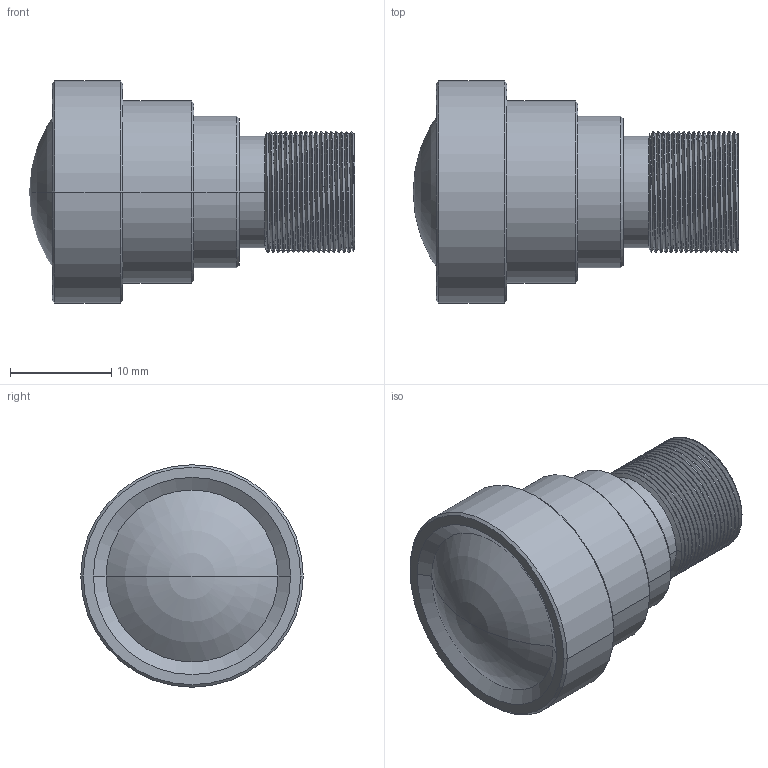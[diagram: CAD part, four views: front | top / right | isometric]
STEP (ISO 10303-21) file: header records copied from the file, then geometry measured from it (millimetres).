
FILE_DESCRIPTION((''),'2;1');
FILE_NAME('PRT0001','2023-03-13T11:00:06',('lanconsi'),(''),'CREO PARAMETRIC BY PTC INC, 2019010','CREO PARAMETRIC BY PTC INC, 2019010','');
FILE_SCHEMA(('CONFIG_CONTROL_DESIGN'));
Length unit declared in the file: millimetre
Products named in the file (1): PRT0001
Bounding box: 32.2 x 22 x 22 mm (x, y, z)
Volume: 6334.8 mm3; surface area: 2661.6 mm2
Topology: 1 solids, 1 shells, 80 faces, 203 edges, 127 vertices
Faces by surface type: cylinder 45, cone 13, bspline 12, plane 6, sphere 4
Entity records: 6782 total; most frequent: CARTESIAN_POINT 5013, ORIENTED_EDGE 398, DIRECTION 290, EDGE_CURVE 199, VERTEX_POINT 127, AXIS2_PLACEMENT_3D 112, B_SPLINE_CURVE_WITH_KNOTS 89, EDGE_LOOP 86
